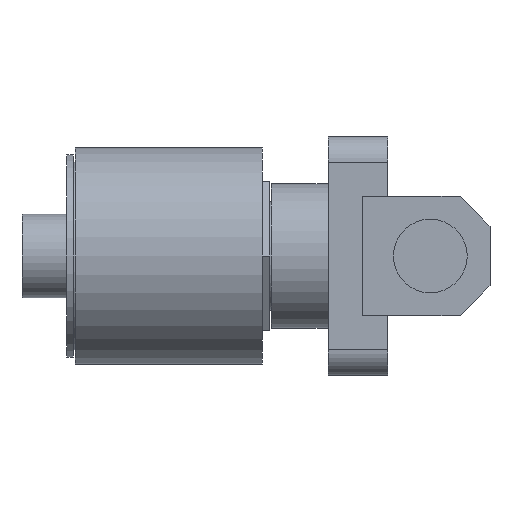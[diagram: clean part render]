
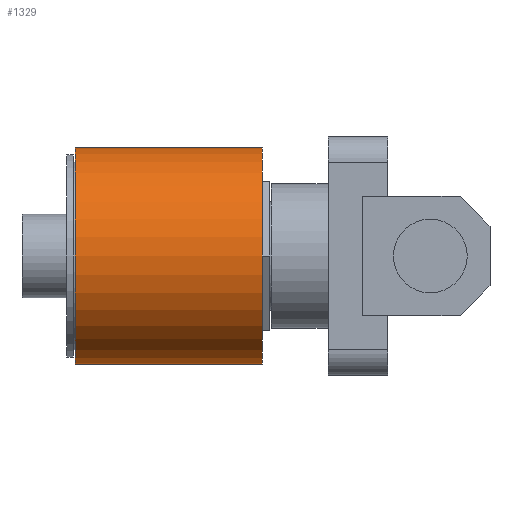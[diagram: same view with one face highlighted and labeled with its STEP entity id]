
A CAD part, left-side view. The second image highlights one B-rep face of the part: STEP entity #1329.
In plain terms, the highlighted cylindrical face has radius 25.4 mm (diameter 50.8 mm), a partial arc.
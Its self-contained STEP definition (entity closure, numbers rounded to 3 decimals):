
#12 = EDGE_CURVE ( 'NONE', #1686, #1486, #1689, .T. ) ;
#109 = DIRECTION ( 'NONE',  ( 0., -1., 0. ) ) ;
#118 = ORIENTED_EDGE ( 'NONE', *, *, #203, .T. ) ;
#151 = ORIENTED_EDGE ( 'NONE', *, *, #1222, .F. ) ;
#203 = EDGE_CURVE ( 'NONE', #794, #1686, #1448, .T. ) ;
#215 = CARTESIAN_POINT ( 'NONE',  ( 0., 9.4, -25.4 ) ) ;
#231 = VECTOR ( 'NONE', #109, 1000. ) ;
#242 = DIRECTION ( 'NONE',  ( 0., -1., 0. ) ) ;
#258 = DIRECTION ( 'NONE',  ( 0., 0., -1. ) ) ;
#261 = DIRECTION ( 'NONE',  ( 0., 0., 1. ) ) ;
#374 = DIRECTION ( 'NONE',  ( 0., 1., 0. ) ) ;
#383 = CARTESIAN_POINT ( 'NONE',  ( 0., 53.32, 0. ) ) ;
#413 = DIRECTION ( 'NONE',  ( 0., 1., 0. ) ) ;
#500 = AXIS2_PLACEMENT_3D ( 'NONE', #988, #413, #261 ) ;
#505 = DIRECTION ( 'NONE',  ( 0., -1., 0. ) ) ;
#561 = CYLINDRICAL_SURFACE ( 'NONE', #1485, 25.4 ) ;
#605 = EDGE_LOOP ( 'NONE', ( #815, #151, #118, #1526 ) ) ;
#756 = CARTESIAN_POINT ( 'NONE',  ( 0., 53.32, -25.4 ) ) ;
#771 = AXIS2_PLACEMENT_3D ( 'NONE', #383, #374, #1229 ) ;
#793 = CARTESIAN_POINT ( 'NONE',  ( 0., 53.32, 25.4 ) ) ;
#794 = VERTEX_POINT ( 'NONE', #756 ) ;
#815 = ORIENTED_EDGE ( 'NONE', *, *, #1701, .F. ) ;
#816 = CARTESIAN_POINT ( 'NONE',  ( 0., 53.32, -25.4 ) ) ;
#988 = CARTESIAN_POINT ( 'NONE',  ( 0., 9.4, 0. ) ) ;
#1100 = CARTESIAN_POINT ( 'NONE',  ( 0., 53.32, 25.4 ) ) ;
#1153 = VECTOR ( 'NONE', #505, 1000. ) ;
#1217 = CARTESIAN_POINT ( 'NONE',  ( 0., 9.4, 25.4 ) ) ;
#1222 = EDGE_CURVE ( 'NONE', #794, #1291, #1624, .T. ) ;
#1229 = DIRECTION ( 'NONE',  ( 0., 0., 1. ) ) ;
#1277 = FACE_OUTER_BOUND ( 'NONE', #605, .T. ) ;
#1291 = VERTEX_POINT ( 'NONE', #1100 ) ;
#1329 = ADVANCED_FACE ( 'NONE', ( #1277 ), #561, .T. ) ;
#1448 = LINE ( 'NONE', #816, #231 ) ;
#1485 = AXIS2_PLACEMENT_3D ( 'NONE', #1767, #242, #258 ) ;
#1486 = VERTEX_POINT ( 'NONE', #1217 ) ;
#1526 = ORIENTED_EDGE ( 'NONE', *, *, #12, .T. ) ;
#1624 = CIRCLE ( 'NONE', #771, 25.4 ) ;
#1686 = VERTEX_POINT ( 'NONE', #215 ) ;
#1689 = CIRCLE ( 'NONE', #500, 25.4 ) ;
#1701 = EDGE_CURVE ( 'NONE', #1291, #1486, #1821, .T. ) ;
#1767 = CARTESIAN_POINT ( 'NONE',  ( 0., 53.32, 0. ) ) ;
#1821 = LINE ( 'NONE', #793, #1153 ) ;
